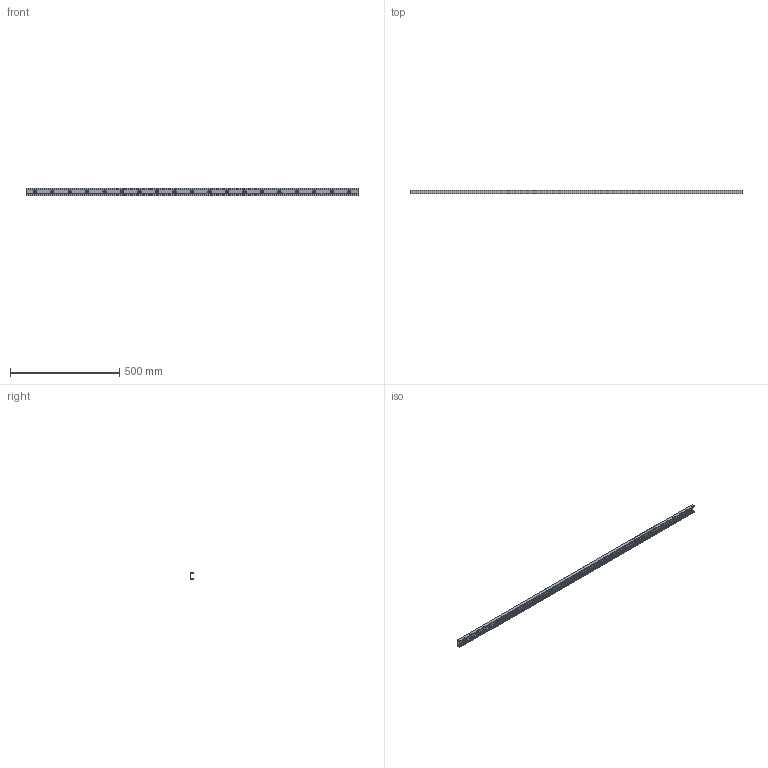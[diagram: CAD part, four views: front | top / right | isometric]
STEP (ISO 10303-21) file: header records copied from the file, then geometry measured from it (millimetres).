
FILE_DESCRIPTION((''),'2;1');
FILE_NAME('LCX 35-1520.C.stp','2016-04-28T08:55:37',('MRathmann'),(''),'Autodesk Inventor 2012','Autodesk Inventor 2012','');
FILE_SCHEMA(('CONFIG_CONTROL_DESIGN'));
Length unit declared in the file: millimetre
Products named in the file (1): LCX 35-1520.C
Bounding box: 1520 x 16.5 x 35 mm (x, y, z)
Volume: 327614.9 mm3; surface area: 195358.7 mm2
Topology: 1 solids, 1 shells, 85 faces, 268 edges, 185 vertices
Faces by surface type: cylinder 51, plane 34
Full cylindrical faces by diameter (mm): 8 x19, 15 x19
Entity records: 3119 total; most frequent: CARTESIAN_POINT 976, DIRECTION 447, ORIENTED_EDGE 384, EDGE_CURVE 192, AXIS2_PLACEMENT_3D 188, EDGE_LOOP 161, VERTEX_POINT 147, CIRCLE 102
